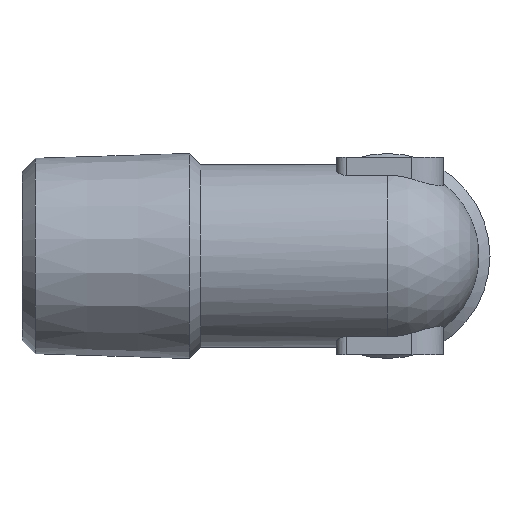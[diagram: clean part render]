
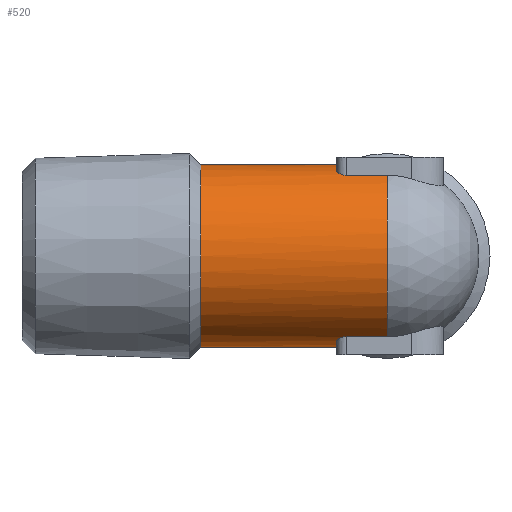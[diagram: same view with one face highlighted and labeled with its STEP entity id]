
A CAD part, front view. The second image highlights one B-rep face of the part: STEP entity #520.
In plain terms, the highlighted cylindrical face has radius 6 mm (diameter 12 mm), a full revolution.
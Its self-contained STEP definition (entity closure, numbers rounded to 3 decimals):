
#46=B_SPLINE_CURVE_WITH_KNOTS('',3,(#850,#851,#852,#853),.UNSPECIFIED.,
 .F.,.F.,(4,4),(0.,0.001),.UNSPECIFIED.);
#47=B_SPLINE_CURVE_WITH_KNOTS('',3,(#857,#858,#859,#860),.UNSPECIFIED.,
 .F.,.F.,(4,4),(0.,0.002),.UNSPECIFIED.);
#48=B_SPLINE_CURVE_WITH_KNOTS('',3,(#861,#862,#863,#864),.UNSPECIFIED.,
 .F.,.F.,(4,4),(0.002,0.003),.UNSPECIFIED.);
#49=B_SPLINE_CURVE_WITH_KNOTS('',3,(#868,#869,#870,#871),.UNSPECIFIED.,
 .F.,.F.,(4,4),(0.,0.001),.UNSPECIFIED.);
#54=LINE('',#847,#82);
#55=LINE('',#873,#83);
#82=VECTOR('',#661,1000.);
#83=VECTOR('',#666,1000.);
#114=CIRCLE('',#576,6.);
#115=CIRCLE('',#577,6.);
#116=CIRCLE('',#578,6.);
#117=CIRCLE('',#579,6.);
#154=ORIENTED_EDGE('',*,*,#298,.F.);
#155=ORIENTED_EDGE('',*,*,#299,.F.);
#156=ORIENTED_EDGE('',*,*,#300,.F.);
#157=ORIENTED_EDGE('',*,*,#301,.F.);
#158=ORIENTED_EDGE('',*,*,#302,.T.);
#159=ORIENTED_EDGE('',*,*,#292,.F.);
#160=ORIENTED_EDGE('',*,*,#303,.T.);
#161=ORIENTED_EDGE('',*,*,#304,.F.);
#162=ORIENTED_EDGE('',*,*,#305,.F.);
#163=ORIENTED_EDGE('',*,*,#306,.F.);
#164=ORIENTED_EDGE('',*,*,#307,.T.);
#292=EDGE_CURVE('',#364,#365,#409,.F.);
#298=EDGE_CURVE('',#370,#370,#114,.T.);
#299=EDGE_CURVE('',#371,#372,#54,.F.);
#300=EDGE_CURVE('',#373,#371,#46,.T.);
#301=EDGE_CURVE('',#374,#373,#115,.T.);
#302=EDGE_CURVE('',#374,#365,#47,.T.);
#303=EDGE_CURVE('',#364,#375,#48,.T.);
#304=EDGE_CURVE('',#376,#375,#116,.T.);
#305=EDGE_CURVE('',#377,#376,#49,.T.);
#306=EDGE_CURVE('',#378,#377,#55,.T.);
#307=EDGE_CURVE('',#378,#372,#117,.T.);
#364=VERTEX_POINT('',#825);
#365=VERTEX_POINT('',#827);
#370=VERTEX_POINT('',#846);
#371=VERTEX_POINT('',#848);
#372=VERTEX_POINT('',#849);
#373=VERTEX_POINT('',#854);
#374=VERTEX_POINT('',#856);
#375=VERTEX_POINT('',#865);
#376=VERTEX_POINT('',#867);
#377=VERTEX_POINT('',#872);
#378=VERTEX_POINT('',#874);
#409=ELLIPSE('',#572,8.485,6.);
#414=EDGE_LOOP('',(#154));
#415=EDGE_LOOP('',(#155,#156,#157,#158,#159,#160,#161,#162,#163,#164));
#462=FACE_BOUND('',#414,.T.);
#463=FACE_BOUND('',#415,.T.);
#508=CYLINDRICAL_SURFACE('',#575,6.);
#520=ADVANCED_FACE('',(#462,#463),#508,.T.);
#572=AXIS2_PLACEMENT_3D('',#826,#650,#651);
#575=AXIS2_PLACEMENT_3D('',#844,#657,#658);
#576=AXIS2_PLACEMENT_3D('',#845,#659,#660);
#577=AXIS2_PLACEMENT_3D('',#855,#662,#663);
#578=AXIS2_PLACEMENT_3D('',#866,#664,#665);
#579=AXIS2_PLACEMENT_3D('',#875,#667,#668);
#650=DIRECTION('',(-0.707,-0.707,0.));
#651=DIRECTION('',(-0.707,0.707,0.));
#657=DIRECTION('',(-1.,0.,0.));
#658=DIRECTION('',(0.,0.,1.));
#659=DIRECTION('',(-1.,0.,0.));
#660=DIRECTION('',(0.,0.,1.));
#661=DIRECTION('',(-1.,0.,0.));
#662=DIRECTION('',(1.,0.,0.));
#663=DIRECTION('',(0.,0.,-1.));
#664=DIRECTION('',(1.,0.,0.));
#665=DIRECTION('',(0.,0.,-1.));
#666=DIRECTION('',(-1.,0.,0.));
#667=DIRECTION('',(-1.,0.,0.));
#668=DIRECTION('',(0.,0.,1.));
#825=CARTESIAN_POINT('',(-1.954,1.954,-5.673));
#826=CARTESIAN_POINT('',(0.,0.,0.));
#827=CARTESIAN_POINT('',(-1.954,1.954,5.673));
#844=CARTESIAN_POINT('',(-13.,0.,0.));
#845=CARTESIAN_POINT('',(-12.265,0.,0.));
#846=CARTESIAN_POINT('',(-12.265,0.,6.));
#847=CARTESIAN_POINT('',(-13.,-2.8,5.307));
#848=CARTESIAN_POINT('',(-2.705,-2.8,5.307));
#849=CARTESIAN_POINT('',(0.,-2.8,5.307));
#850=CARTESIAN_POINT('',(-3.325,-2.18,5.59));
#851=CARTESIAN_POINT('',(-3.325,-2.5,5.465));
#852=CARTESIAN_POINT('',(-3.05,-2.8,5.307));
#853=CARTESIAN_POINT('',(-2.705,-2.8,5.307));
#854=CARTESIAN_POINT('',(-3.325,-2.18,5.59));
#855=CARTESIAN_POINT('',(-3.325,0.,0.));
#856=CARTESIAN_POINT('',(-3.325,1.433,5.826));
#857=CARTESIAN_POINT('',(-3.325,1.433,5.826));
#858=CARTESIAN_POINT('',(-2.817,1.433,5.826));
#859=CARTESIAN_POINT('',(-2.321,1.628,5.785));
#860=CARTESIAN_POINT('',(-1.954,1.954,5.673));
#861=CARTESIAN_POINT('',(-1.954,1.954,-5.673));
#862=CARTESIAN_POINT('',(-2.318,1.63,-5.784));
#863=CARTESIAN_POINT('',(-2.817,1.433,-5.826));
#864=CARTESIAN_POINT('',(-3.325,1.433,-5.826));
#865=CARTESIAN_POINT('',(-3.325,1.433,-5.826));
#866=CARTESIAN_POINT('',(-3.325,0.,0.));
#867=CARTESIAN_POINT('',(-3.325,-2.18,-5.59));
#868=CARTESIAN_POINT('',(-2.705,-2.8,-5.307));
#869=CARTESIAN_POINT('',(-3.049,-2.8,-5.307));
#870=CARTESIAN_POINT('',(-3.325,-2.5,-5.465));
#871=CARTESIAN_POINT('',(-3.325,-2.18,-5.59));
#872=CARTESIAN_POINT('',(-2.705,-2.8,-5.307));
#873=CARTESIAN_POINT('',(-13.,-2.8,-5.307));
#874=CARTESIAN_POINT('',(0.,-2.8,-5.307));
#875=CARTESIAN_POINT('',(0.,0.,0.));
